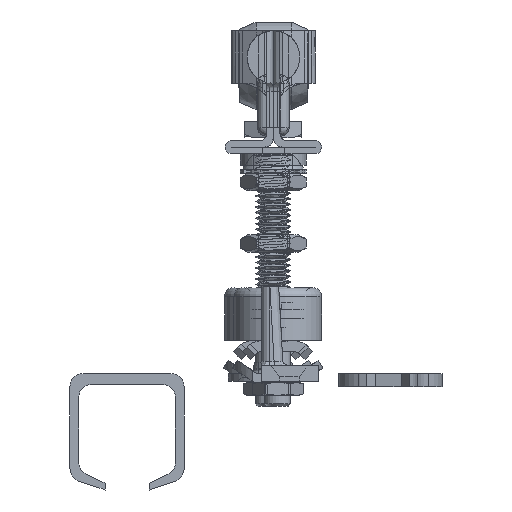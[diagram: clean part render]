
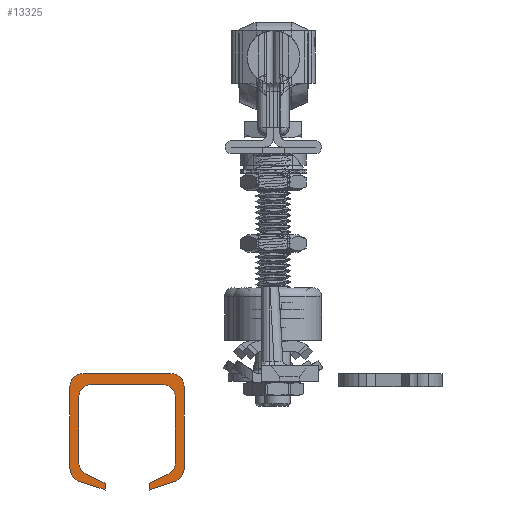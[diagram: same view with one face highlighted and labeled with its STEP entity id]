
A CAD part, left-side view. The second image highlights one B-rep face of the part: STEP entity #13325.
In plain terms, the highlighted face is planar.
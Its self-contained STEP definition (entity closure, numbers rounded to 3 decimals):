
#1172=PLANE('',#15003);
#1847=FACE_OUTER_BOUND('',#2631,.T.);
#2631=EDGE_LOOP('',(#12063,#12064,#12065,#12066,#12067,#12068,#12069,#12070,
#12071,#12072,#12073,#12074,#12075,#12076,#12077,#12078,#12079,#12080,#12081,
#12082));
#3683=LINE('',#26298,#4888);
#3689=LINE('',#26319,#4894);
#3693=LINE('',#26331,#4898);
#3697=LINE('',#26338,#4902);
#3699=LINE('',#26341,#4904);
#3702=LINE('',#26347,#4907);
#3706=LINE('',#26359,#4911);
#3712=LINE('',#26380,#4917);
#3715=LINE('',#26389,#4920);
#3718=LINE('',#26395,#4923);
#3719=LINE('',#26398,#4924);
#3720=LINE('',#26399,#4925);
#4888=VECTOR('',#18181,10.);
#4894=VECTOR('',#18201,10.);
#4898=VECTOR('',#18213,10.);
#4902=VECTOR('',#18219,10.);
#4904=VECTOR('',#18223,10.);
#4907=VECTOR('',#18228,10.);
#4911=VECTOR('',#18240,10.);
#4917=VECTOR('',#18260,10.);
#4920=VECTOR('',#18271,10.);
#4923=VECTOR('',#18276,10.);
#4924=VECTOR('',#18279,10.);
#4925=VECTOR('',#18280,10.);
#5564=CIRCLE('',#14971,3.);
#5566=CIRCLE('',#14975,3.);
#5568=CIRCLE('',#14978,3.);
#5570=CIRCLE('',#14982,3.);
#5572=CIRCLE('',#14989,3.);
#5574=CIRCLE('',#14993,3.);
#5576=CIRCLE('',#14996,3.);
#5578=CIRCLE('',#15000,3.);
#6649=VERTEX_POINT('',#26289);
#6650=VERTEX_POINT('',#26291);
#6652=VERTEX_POINT('',#26297);
#6654=VERTEX_POINT('',#26303);
#6657=VERTEX_POINT('',#26310);
#6658=VERTEX_POINT('',#26312);
#6660=VERTEX_POINT('',#26318);
#6662=VERTEX_POINT('',#26324);
#6664=VERTEX_POINT('',#26330);
#6666=VERTEX_POINT('',#26336);
#6668=VERTEX_POINT('',#26345);
#6670=VERTEX_POINT('',#26351);
#6672=VERTEX_POINT('',#26357);
#6674=VERTEX_POINT('',#26363);
#6677=VERTEX_POINT('',#26370);
#6678=VERTEX_POINT('',#26372);
#6680=VERTEX_POINT('',#26378);
#6682=VERTEX_POINT('',#26384);
#6684=VERTEX_POINT('',#26393);
#6685=VERTEX_POINT('',#26397);
#8470=EDGE_CURVE('',#6650,#6649,#5564,.T.);
#8473=EDGE_CURVE('',#6652,#6650,#3683,.T.);
#8476=EDGE_CURVE('',#6654,#6652,#5566,.T.);
#8480=EDGE_CURVE('',#6658,#6657,#5568,.T.);
#8483=EDGE_CURVE('',#6660,#6658,#3689,.T.);
#8486=EDGE_CURVE('',#6662,#6660,#5570,.T.);
#8489=EDGE_CURVE('',#6664,#6654,#3693,.T.);
#8493=EDGE_CURVE('',#6657,#6666,#3697,.T.);
#8495=EDGE_CURVE('',#6666,#6664,#3699,.T.);
#8498=EDGE_CURVE('',#6649,#6668,#3702,.T.);
#8501=EDGE_CURVE('',#6670,#6668,#5572,.T.);
#8504=EDGE_CURVE('',#6672,#6670,#3706,.T.);
#8507=EDGE_CURVE('',#6674,#6672,#5574,.T.);
#8510=EDGE_CURVE('',#6677,#6678,#5576,.T.);
#8514=EDGE_CURVE('',#6680,#6677,#3712,.T.);
#8517=EDGE_CURVE('',#6682,#6680,#5578,.T.);
#8519=EDGE_CURVE('',#6662,#6682,#3715,.T.);
#8522=EDGE_CURVE('',#6684,#6674,#3718,.T.);
#8523=EDGE_CURVE('',#6685,#6684,#3719,.T.);
#8524=EDGE_CURVE('',#6678,#6685,#3720,.T.);
#12063=ORIENTED_EDGE('',*,*,#8523,.F.);
#12064=ORIENTED_EDGE('',*,*,#8524,.F.);
#12065=ORIENTED_EDGE('',*,*,#8510,.F.);
#12066=ORIENTED_EDGE('',*,*,#8514,.F.);
#12067=ORIENTED_EDGE('',*,*,#8517,.F.);
#12068=ORIENTED_EDGE('',*,*,#8519,.F.);
#12069=ORIENTED_EDGE('',*,*,#8486,.T.);
#12070=ORIENTED_EDGE('',*,*,#8483,.T.);
#12071=ORIENTED_EDGE('',*,*,#8480,.T.);
#12072=ORIENTED_EDGE('',*,*,#8493,.T.);
#12073=ORIENTED_EDGE('',*,*,#8495,.T.);
#12074=ORIENTED_EDGE('',*,*,#8489,.T.);
#12075=ORIENTED_EDGE('',*,*,#8476,.T.);
#12076=ORIENTED_EDGE('',*,*,#8473,.T.);
#12077=ORIENTED_EDGE('',*,*,#8470,.T.);
#12078=ORIENTED_EDGE('',*,*,#8498,.T.);
#12079=ORIENTED_EDGE('',*,*,#8501,.F.);
#12080=ORIENTED_EDGE('',*,*,#8504,.F.);
#12081=ORIENTED_EDGE('',*,*,#8507,.F.);
#12082=ORIENTED_EDGE('',*,*,#8522,.F.);
#13325=ADVANCED_FACE('',(#1847),#1172,.F.);
#14971=AXIS2_PLACEMENT_3D('',#26292,#18175,#18176);
#14975=AXIS2_PLACEMENT_3D('',#26304,#18187,#18188);
#14978=AXIS2_PLACEMENT_3D('',#26313,#18195,#18196);
#14982=AXIS2_PLACEMENT_3D('',#26325,#18207,#18208);
#14989=AXIS2_PLACEMENT_3D('',#26353,#18234,#18235);
#14993=AXIS2_PLACEMENT_3D('',#26365,#18246,#18247);
#14996=AXIS2_PLACEMENT_3D('',#26373,#18253,#18254);
#15000=AXIS2_PLACEMENT_3D('',#26386,#18266,#18267);
#15003=AXIS2_PLACEMENT_3D('',#26396,#18277,#18278);
#18175=DIRECTION('center_axis',(0.,1.,0.));
#18176=DIRECTION('ref_axis',(0.,0.,-1.));
#18181=DIRECTION('',(0.,0.,1.));
#18187=DIRECTION('center_axis',(0.,1.,0.));
#18188=DIRECTION('ref_axis',(1.,0.,0.));
#18195=DIRECTION('center_axis',(0.,-1.,0.));
#18196=DIRECTION('ref_axis',(-1.,0.,0.));
#18201=DIRECTION('',(0.,0.,-1.));
#18207=DIRECTION('center_axis',(0.,-1.,0.));
#18208=DIRECTION('ref_axis',(0.,0.,1.));
#18213=DIRECTION('',(-0.906,0.,0.423));
#18219=DIRECTION('',(0.946,0.,-0.324));
#18223=DIRECTION('',(0.,0.,1.));
#18228=DIRECTION('',(1.,0.,0.));
#18234=DIRECTION('center_axis',(0.,-1.,0.));
#18235=DIRECTION('ref_axis',(0.,0.,-1.));
#18240=DIRECTION('',(0.,0.,1.));
#18246=DIRECTION('center_axis',(0.,-1.,0.));
#18247=DIRECTION('ref_axis',(-1.,0.,0.));
#18253=DIRECTION('center_axis',(0.,1.,0.));
#18254=DIRECTION('ref_axis',(1.,0.,0.));
#18260=DIRECTION('',(0.,0.,-1.));
#18266=DIRECTION('center_axis',(0.,1.,0.));
#18267=DIRECTION('ref_axis',(0.,0.,1.));
#18271=DIRECTION('',(1.,0.,0.));
#18276=DIRECTION('',(0.906,0.,0.423));
#18277=DIRECTION('center_axis',(0.,1.,0.));
#18278=DIRECTION('ref_axis',(0.,0.,1.));
#18279=DIRECTION('',(0.,0.,1.));
#18280=DIRECTION('',(-0.946,0.,-0.324));
#26289=CARTESIAN_POINT('',(-8.,-925.,-2.5));
#26291=CARTESIAN_POINT('',(-11.,-925.,-5.5));
#26292=CARTESIAN_POINT('Origin',(-8.,-925.,-5.5));
#26297=CARTESIAN_POINT('',(-11.,-925.,-20.205));
#26298=CARTESIAN_POINT('',(-11.,-925.,-20.205));
#26303=CARTESIAN_POINT('',(-9.268,-925.,-22.924));
#26304=CARTESIAN_POINT('Origin',(-8.,-925.,-20.205));
#26310=CARTESIAN_POINT('',(-10.972,-925.,-24.455));
#26312=CARTESIAN_POINT('',(-13.,-925.,-21.617));
#26313=CARTESIAN_POINT('Origin',(-10.,-925.,-21.617));
#26318=CARTESIAN_POINT('',(-13.,-925.,-3.));
#26319=CARTESIAN_POINT('',(-13.,-925.,-3.));
#26324=CARTESIAN_POINT('',(-10.,-925.,0.));
#26325=CARTESIAN_POINT('Origin',(-10.,-925.,-3.));
#26330=CARTESIAN_POINT('',(-5.,-925.,-24.914));
#26331=CARTESIAN_POINT('',(-5.,-925.,-24.914));
#26336=CARTESIAN_POINT('',(-5.,-925.,-26.5));
#26338=CARTESIAN_POINT('',(-10.972,-925.,-24.455));
#26341=CARTESIAN_POINT('',(-5.,-925.,-26.5));
#26345=CARTESIAN_POINT('',(8.,-925.,-2.5));
#26347=CARTESIAN_POINT('',(-8.,-925.,-2.5));
#26351=CARTESIAN_POINT('',(11.,-925.,-5.5));
#26353=CARTESIAN_POINT('Origin',(8.,-925.,-5.5));
#26357=CARTESIAN_POINT('',(11.,-925.,-20.205));
#26359=CARTESIAN_POINT('',(11.,-925.,-20.205));
#26363=CARTESIAN_POINT('',(9.268,-925.,-22.924));
#26365=CARTESIAN_POINT('Origin',(8.,-925.,-20.205));
#26370=CARTESIAN_POINT('',(13.,-925.,-21.617));
#26372=CARTESIAN_POINT('',(10.972,-925.,-24.455));
#26373=CARTESIAN_POINT('Origin',(10.,-925.,-21.617));
#26378=CARTESIAN_POINT('',(13.,-925.,-3.));
#26380=CARTESIAN_POINT('',(13.,-925.,-3.));
#26384=CARTESIAN_POINT('',(10.,-925.,0.));
#26386=CARTESIAN_POINT('Origin',(10.,-925.,-3.));
#26389=CARTESIAN_POINT('',(0.,-925.,0.));
#26393=CARTESIAN_POINT('',(5.,-925.,-24.914));
#26395=CARTESIAN_POINT('',(5.,-925.,-24.914));
#26396=CARTESIAN_POINT('Origin',(5.136,-925.,-25.774));
#26397=CARTESIAN_POINT('',(5.,-925.,-26.5));
#26398=CARTESIAN_POINT('',(5.,-925.,-26.5));
#26399=CARTESIAN_POINT('',(10.972,-925.,-24.455));
